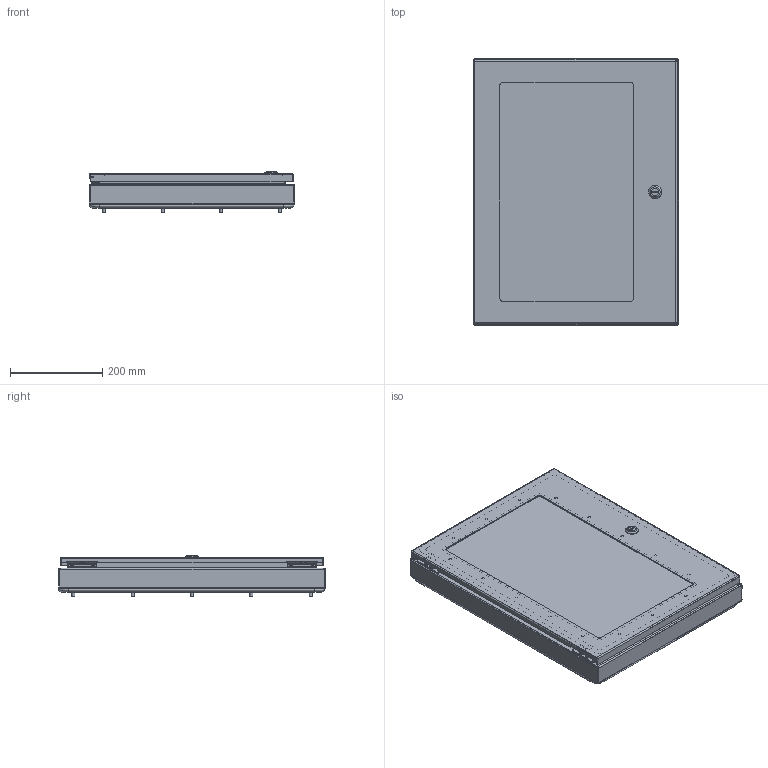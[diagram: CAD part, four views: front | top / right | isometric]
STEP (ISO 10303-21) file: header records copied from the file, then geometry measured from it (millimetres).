
FILE_DESCRIPTION (( 'STEP AP214' ), '1' );
FILE_NAME ('WADW231702SS.STEP', '2018-06-14T16:36:30', ( '' ), ( '' ), 'SwSTEP 2.0', 'SolidWorks 2017', '' );
FILE_SCHEMA (( 'AUTOMOTIVE_DESIGN' ));
Length unit declared in the file: inch
Products named in the file (1): WADW231702SS
Bounding box: 444.5 x 577.85 x 88.9 mm (x, y, z)
Volume: 2270202.2 mm3; surface area: 1364380.6 mm2
Topology: 76 solids, 76 shells, 2095 faces, 4956 edges, 3026 vertices
Faces by surface type: plane 776, cylinder 648, cone 421, bspline 250
Full cylindrical faces by diameter (mm): 2.362 x4, 3.175 x2, 3.317 x68, 3.861 x4, 3.962 x18, 4.166 x68, 4.25 x4, 4.366 x4, 4.572 x4, 4.775 x4, 4.826 x16, 5 x1, 6 x1, 6.325 x24, 6.35 x24, 6.502 x4, 7.137 x16, 7.937 x2, 8.128 x4, 9.144 x4, 9.9 x1, 10 x2, 10.2 x1, 11.05 x1, 12.8 x1, 13.5 x1, 15.2 x1, 15.8 x1, 16.1 x2, 19.8 x2
Entity records: 80382 total; most frequent: CARTESIAN_POINT 37809, ORIENTED_EDGE 8078, DIRECTION 8023, EDGE_CURVE 4039, AXIS2_PLACEMENT_3D 3162, EDGE_LOOP 2867, VERTEX_POINT 2698, FACE_OUTER_BOUND 2435
